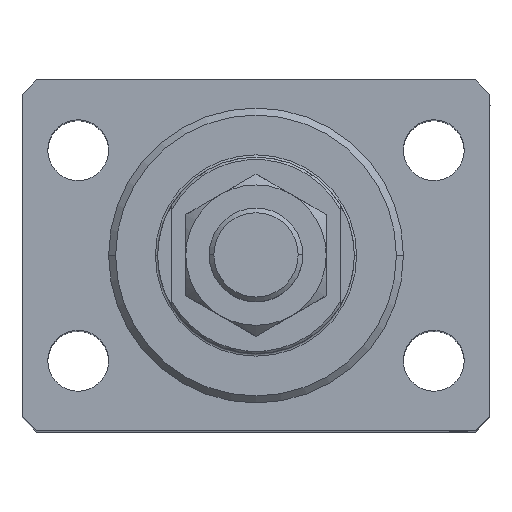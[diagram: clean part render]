
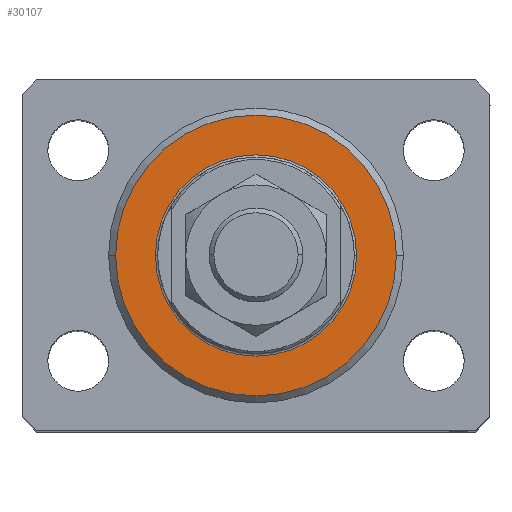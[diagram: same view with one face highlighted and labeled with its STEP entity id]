
A CAD part, top view. The second image highlights one B-rep face of the part: STEP entity #30107.
In plain terms, the highlighted face is planar.
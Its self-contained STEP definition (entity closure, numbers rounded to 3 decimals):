
#1268 = CARTESIAN_POINT ( 'NONE',  ( 0., 0., 0. ) ) ;
#4496 = DIRECTION ( 'NONE',  ( 1., 0., 0. ) ) ;
#6641 = CIRCLE ( 'NONE', #33465, 21.5 ) ;
#7888 = ORIENTED_EDGE ( 'NONE', *, *, #13353, .T. ) ;
#8424 = AXIS2_PLACEMENT_3D ( 'NONE', #14720, #43213, #11219 ) ;
#9839 = CARTESIAN_POINT ( 'NONE',  ( 30., 0., 0. ) ) ;
#10202 = EDGE_CURVE ( 'NONE', #11214, #35454, #6641, .T. ) ;
#11212 = AXIS2_PLACEMENT_3D ( 'NONE', #44925, #13860, #42103 ) ;
#11214 = VERTEX_POINT ( 'NONE', #45798 ) ;
#11219 = DIRECTION ( 'NONE',  ( 1., 0., 0. ) ) ;
#11382 = DIRECTION ( 'NONE',  ( 1., 0., 0. ) ) ;
#12926 = DIRECTION ( 'NONE',  ( 1., 0., 0. ) ) ;
#13353 = EDGE_CURVE ( 'NONE', #18239, #32269, #44040, .T. ) ;
#13860 = DIRECTION ( 'NONE',  ( 0., 0., -1. ) ) ;
#14720 = CARTESIAN_POINT ( 'NONE',  ( 0., 0., 0. ) ) ;
#18239 = VERTEX_POINT ( 'NONE', #32786 ) ;
#19269 = DIRECTION ( 'NONE',  ( 0., 0., 1. ) ) ;
#19497 = FACE_BOUND ( 'NONE', #45948, .T. ) ;
#20334 = CIRCLE ( 'NONE', #30037, 30. ) ;
#21574 = CARTESIAN_POINT ( 'NONE',  ( 0., 0., 0. ) ) ;
#23168 = EDGE_LOOP ( 'NONE', ( #29217, #7888 ) ) ;
#28604 = CARTESIAN_POINT ( 'NONE',  ( 21.5, 0., 0. ) ) ;
#28826 = DIRECTION ( 'NONE',  ( 0., 0., -1. ) ) ;
#29155 = CARTESIAN_POINT ( 'NONE',  ( 0., 0., 0. ) ) ;
#29217 = ORIENTED_EDGE ( 'NONE', *, *, #29573, .T. ) ;
#29351 = CIRCLE ( 'NONE', #8424, 21.5 ) ;
#29573 = EDGE_CURVE ( 'NONE', #32269, #18239, #20334, .T. ) ;
#30037 = AXIS2_PLACEMENT_3D ( 'NONE', #21574, #28826, #4496 ) ;
#30107 = ADVANCED_FACE ( 'NONE', ( #19497, #33930 ), #37428, .F. ) ;
#31461 = EDGE_CURVE ( 'NONE', #35454, #11214, #29351, .T. ) ;
#32269 = VERTEX_POINT ( 'NONE', #9839 ) ;
#32786 = CARTESIAN_POINT ( 'NONE',  ( -30., 0., 0. ) ) ;
#33465 = AXIS2_PLACEMENT_3D ( 'NONE', #29155, #40077, #11382 ) ;
#33930 = FACE_OUTER_BOUND ( 'NONE', #23168, .T. ) ;
#35454 = VERTEX_POINT ( 'NONE', #28604 ) ;
#36713 = ORIENTED_EDGE ( 'NONE', *, *, #31461, .T. ) ;
#37428 = PLANE ( 'NONE',  #41204 ) ;
#40077 = DIRECTION ( 'NONE',  ( 0., 0., 1. ) ) ;
#40554 = ORIENTED_EDGE ( 'NONE', *, *, #10202, .T. ) ;
#41204 = AXIS2_PLACEMENT_3D ( 'NONE', #1268, #19269, #12926 ) ;
#42103 = DIRECTION ( 'NONE',  ( 1., 0., 0. ) ) ;
#43213 = DIRECTION ( 'NONE',  ( 0., 0., 1. ) ) ;
#44040 = CIRCLE ( 'NONE', #11212, 30. ) ;
#44925 = CARTESIAN_POINT ( 'NONE',  ( 0., 0., 0. ) ) ;
#45798 = CARTESIAN_POINT ( 'NONE',  ( -21.5, 0., 0. ) ) ;
#45948 = EDGE_LOOP ( 'NONE', ( #36713, #40554 ) ) ;
